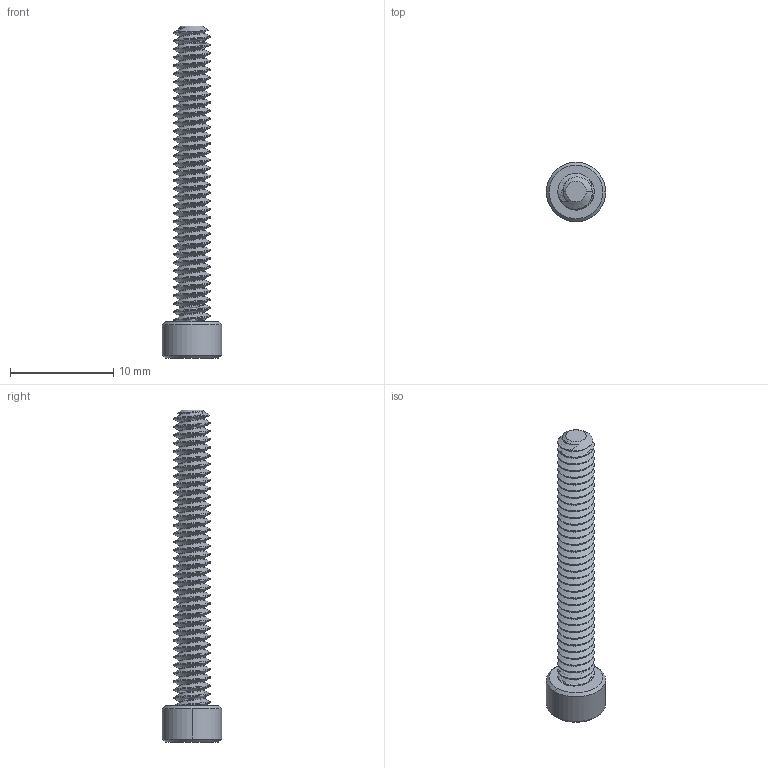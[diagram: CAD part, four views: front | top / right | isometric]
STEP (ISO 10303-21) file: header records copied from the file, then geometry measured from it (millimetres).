
FILE_DESCRIPTION (( 'STEP AP203' ), '1' );
FILE_NAME ('632126.STEP', '2014-10-23T21:16:28', ( 'Kyle' ), ( 'Microsoft' ), 'SwSTEP 2.0', 'SolidWorks 2014', '' );
FILE_SCHEMA (( 'CONFIG_CONTROL_DESIGN' ));
Length unit declared in the file: inch
Products named in the file (1): 632126
Bounding box: 5.74 x 5.74 x 32.08 mm (x, y, z)
Volume: 277.9 mm3; surface area: 593.5 mm2
Topology: 1 solids, 1 shells, 172 faces, 488 edges, 320 vertices
Faces by surface type: cylinder 147, cone 13, plane 10, bspline 2
Entity records: 8921 total; most frequent: CARTESIAN_POINT 5262, ORIENTED_EDGE 976, DIRECTION 548, EDGE_CURVE 488, VERTEX_POINT 320, AXIS2_PLACEMENT_3D 192, EDGE_LOOP 174, ADVANCED_FACE 172
